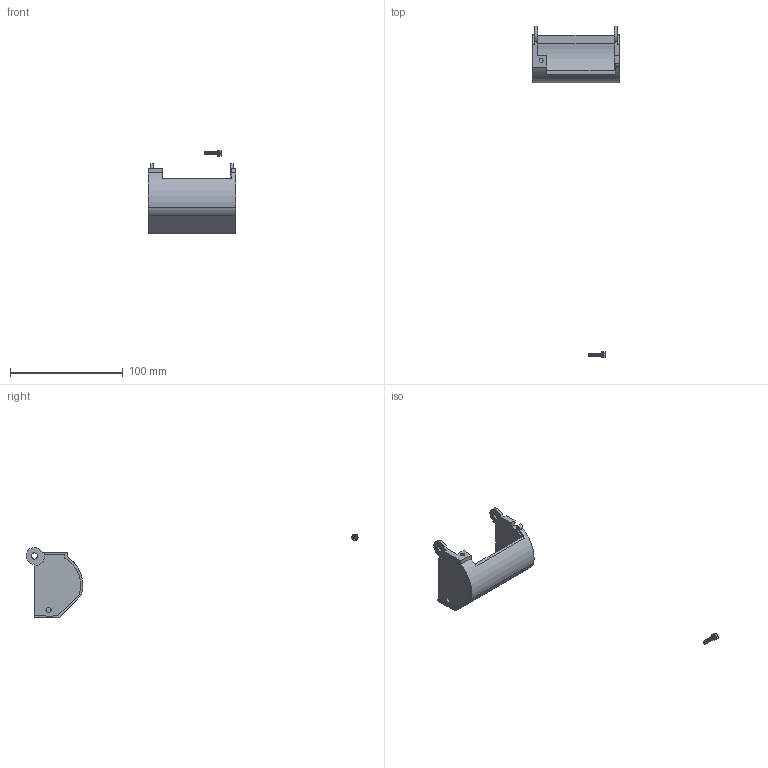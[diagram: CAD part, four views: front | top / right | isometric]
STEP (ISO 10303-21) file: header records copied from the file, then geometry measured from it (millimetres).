
FILE_DESCRIPTION(/* description */ (''),/* implementation_level */ '2;1');
FILE_NAME(/* name */ 'claw no teeth inside.step',/* time_stamp */ '2023-06-27T16:12:19-05:00',/* author */ (''),/* organization */ (''),/* preprocessor_version */ 'ST-DEVELOPER v19.2',/* originating_system */ 'Autodesk Translation Framework v12.6.0.85',/* authorisation */ '');
FILE_SCHEMA (('AUTOMOTIVE_DESIGN { 1 0 10303 214 3 1 1 }'));
Length unit declared in the file: millimetre
Products named in the file (2): Candy claw v0.1; 91290A117_Alloy Steel Socket Head Screw
Assembly tree (1 placements, depth 2):
  Candy claw v0.1
    91290A117_Alloy Steel Socket Head Screw
Bounding box: 78 x 294.75 x 74.44 mm (x, y, z)
Volume: 30245.2 mm3; surface area: 22279.4 mm2
Topology: 2 solids, 2 shells, 529 faces, 1262 edges, 835 vertices
Faces by surface type: plane 446, cylinder 69, cone 12, bspline 2
Full cylindrical faces by diameter (mm): 2.35 x22, 3 x22, 3.5 x1, 4.5 x1, 5.5 x3
Entity records: 18502 total; most frequent: CARTESIAN_POINT 6138, ORIENTED_EDGE 2524, DIRECTION 2472, EDGE_CURVE 1262, LINE 894, VECTOR 894, VERTEX_POINT 835, AXIS2_PLACEMENT_3D 789
